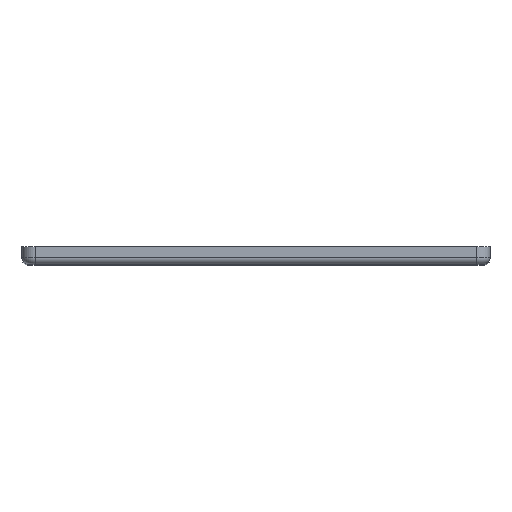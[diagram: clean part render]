
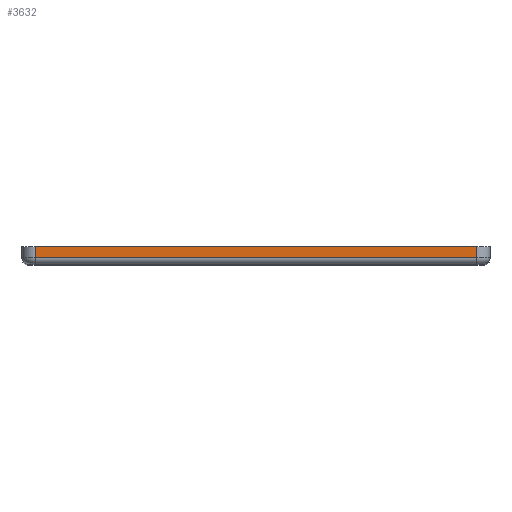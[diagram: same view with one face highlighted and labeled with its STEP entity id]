
A CAD part, top view. The second image highlights one B-rep face of the part: STEP entity #3632.
In plain terms, the highlighted planar face has unit normal (0, 0, 1).
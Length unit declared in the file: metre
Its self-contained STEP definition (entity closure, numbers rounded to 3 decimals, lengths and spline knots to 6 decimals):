
#283=LINE('',#5581,#574);
#284=LINE('',#5584,#575);
#285=LINE('',#5586,#576);
#286=LINE('',#5588,#577);
#574=VECTOR('',#4406,1.);
#575=VECTOR('',#4407,1.);
#576=VECTOR('',#4408,1.);
#577=VECTOR('',#4409,1.);
#962=ORIENTED_EDGE('',*,*,#2094,.T.);
#963=ORIENTED_EDGE('',*,*,#2095,.T.);
#964=ORIENTED_EDGE('',*,*,#2096,.T.);
#965=ORIENTED_EDGE('',*,*,#2097,.F.);
#2094=EDGE_CURVE('',#2660,#2661,#283,.F.);
#2095=EDGE_CURVE('',#2661,#2662,#284,.T.);
#2096=EDGE_CURVE('',#2662,#2663,#285,.T.);
#2097=EDGE_CURVE('',#2660,#2663,#286,.T.);
#2660=VERTEX_POINT('',#5582);
#2661=VERTEX_POINT('',#5583);
#2662=VERTEX_POINT('',#5585);
#2663=VERTEX_POINT('',#5587);
#3101=EDGE_LOOP('',(#962,#963,#964,#965));
#3340=FACE_BOUND('',#3101,.T.);
#3565=PLANE('',#3923);
#3632=ADVANCED_FACE('',(#3340),#3565,.T.);
#3923=AXIS2_PLACEMENT_3D('',#5580,#4404,#4405);
#4404=DIRECTION('',(0.,0.,1.));
#4405=DIRECTION('',(1.,0.,0.));
#4406=DIRECTION('',(0.,1.,0.));
#4407=DIRECTION('',(1.,0.,0.));
#4408=DIRECTION('',(0.,1.,0.));
#4409=DIRECTION('',(1.,0.,0.));
#5580=CARTESIAN_POINT('',(-0.001345,-0.004,0.083296));
#5581=CARTESIAN_POINT('',(-0.051515,-0.004,0.083296));
#5582=CARTESIAN_POINT('',(-0.051515,0.,0.083296));
#5583=CARTESIAN_POINT('',(-0.051515,-0.0025,0.083296));
#5584=CARTESIAN_POINT('',(-0.001345,-0.0025,0.083296));
#5585=CARTESIAN_POINT('',(0.048825,-0.0025,0.083296));
#5586=CARTESIAN_POINT('',(0.048825,-0.004,0.083296));
#5587=CARTESIAN_POINT('',(0.048825,0.,0.083296));
#5588=CARTESIAN_POINT('',(-0.001345,0.,0.083296));
